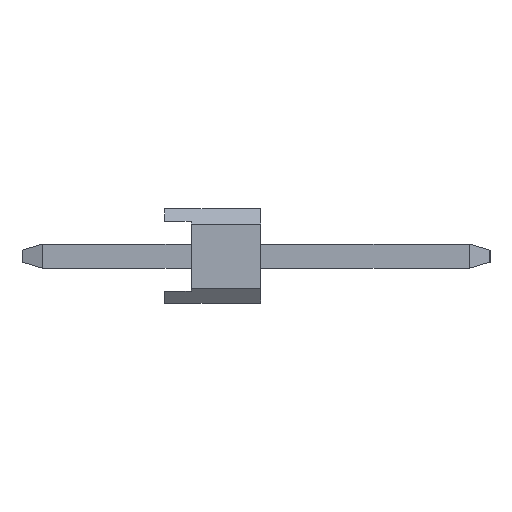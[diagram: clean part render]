
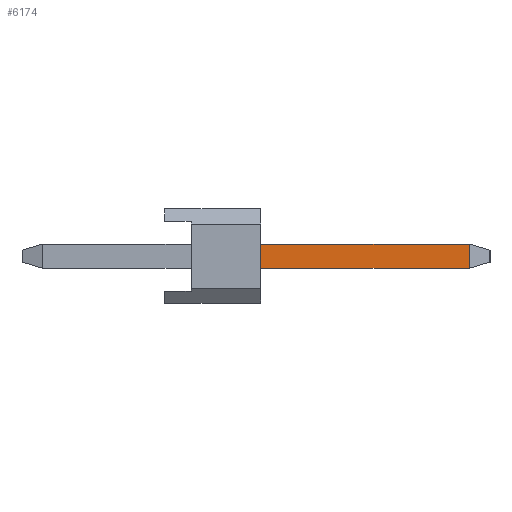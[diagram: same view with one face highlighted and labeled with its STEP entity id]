
A CAD part, left-side view. The second image highlights one B-rep face of the part: STEP entity #6174.
In plain terms, the highlighted planar face has unit normal (-1, 0, 0).
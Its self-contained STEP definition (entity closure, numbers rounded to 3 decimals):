
#2782=VERTEX_POINT('',#7437);
#3360=EDGE_CURVE('',#5810,#6080,#8069,.T.);
#3432=EDGE_CURVE('',#4380,#2782,#8166,.T.);
#4272=EDGE_CURVE('',#6080,#4380,#9077,.T.);
#4380=VERTEX_POINT('',#9195);
#5214=EDGE_CURVE('',#2782,#5810,#10118,.T.);
#5810=VERTEX_POINT('',#10786);
#6080=VERTEX_POINT('',#11097);
#6174=ADVANCED_FACE('',(#11201),#11202,.T.);
#7437=CARTESIAN_POINT('',(-18.1,-2.54,-0.32));
#8069=LINE('',#13673,#13674);
#8166=LINE('',#13804,#13805);
#9077=LINE('',#15131,#15132);
#9195=CARTESIAN_POINT('',(-18.1,-8.074,-0.32));
#10118=LINE('',#16606,#16607);
#10786=CARTESIAN_POINT('',(-18.1,-2.54,0.32));
#11097=CARTESIAN_POINT('',(-18.1,-8.074,0.32));
#11201=FACE_OUTER_BOUND('',#18144,.T.);
#11202=PLANE('',#18145);
#13673=CARTESIAN_POINT('',(-18.1,-2.42,0.32));
#13674=VECTOR('',#20394,1.0);
#13804=CARTESIAN_POINT('',(-18.1,3.234,-0.32));
#13805=VECTOR('',#20665,1.0);
#15131=CARTESIAN_POINT('',(-18.1,-8.074,0.5));
#15132=VECTOR('',#21467,1.0);
#16606=CARTESIAN_POINT('',(-18.1,-2.54,0.252));
#16607=VECTOR('',#22496,1.0);
#18144=EDGE_LOOP('',(#23795,#23796,#23797,#23798));
#18145=AXIS2_PLACEMENT_3D('',#23799,#23800,#23801);
#20394=DIRECTION('',(0.,-1.0,0.));
#20665=DIRECTION('',(0.,1.0,0.));
#21467=DIRECTION('',(0.0,0.,-1.0));
#22496=DIRECTION('',(0.,0.,1.0));
#23795=ORIENTED_EDGE('',*,*,#5214,.F.);
#23796=ORIENTED_EDGE('',*,*,#3432,.F.);
#23797=ORIENTED_EDGE('',*,*,#4272,.F.);
#23798=ORIENTED_EDGE('',*,*,#3360,.F.);
#23799=CARTESIAN_POINT('',(-18.1,3.234,0.5));
#23800=DIRECTION('',(-1.0,0.,0.));
#23801=DIRECTION('',(0.,1.0,0.));
